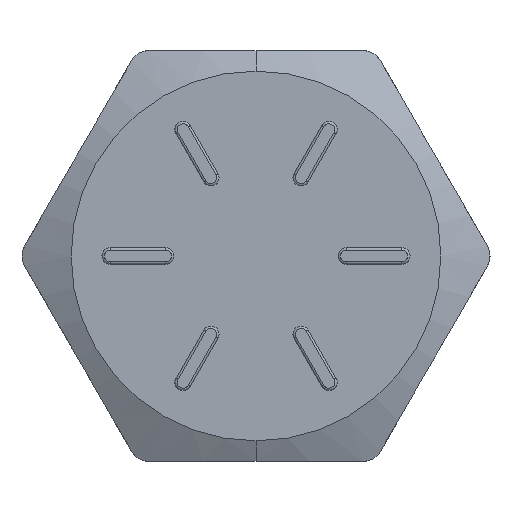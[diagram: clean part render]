
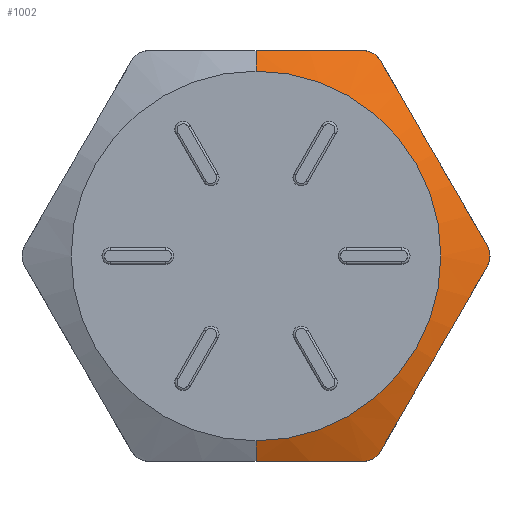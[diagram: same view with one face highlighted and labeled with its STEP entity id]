
A CAD part, left-side view. The second image highlights one B-rep face of the part: STEP entity #1002.
In plain terms, the highlighted conical face has half-angle 65 degrees and reference radius 5.001 mm.
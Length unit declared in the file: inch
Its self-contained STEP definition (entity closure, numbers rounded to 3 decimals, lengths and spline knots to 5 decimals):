
#9 = VERTEX_POINT ( 'NONE', #4210 ) ;
#30 = CARTESIAN_POINT ( 'NONE',  ( -0.15607, -0.15153, 0.17505 ) ) ;
#33 = B_SPLINE_CURVE_WITH_KNOTS ( 'NONE', 3,
 ( #160, #4130, #3545, #3873, #860, #201 ),
 .UNSPECIFIED., .F., .F.,
 ( 4, 2, 4 ),
 ( 0.01711, 0.01855, 0.01999 ),
 .UNSPECIFIED. ) ;
#48 = VERTEX_POINT ( 'NONE', #240 ) ;
#52 = VERTEX_POINT ( 'NONE', #2545 ) ;
#105 = EDGE_CURVE ( 'NONE', #48, #2004, #3396, .T. ) ;
#160 = CARTESIAN_POINT ( 'NONE',  ( -0.16167, 0., -0.21875 ) ) ;
#180 = CARTESIAN_POINT ( 'NONE',  ( -0.14873, -0.11367, -0.21875 ) ) ;
#195 = CARTESIAN_POINT ( 'NONE',  ( -0.14791, -0.13071, -0.2111 ) ) ;
#201 = CARTESIAN_POINT ( 'NONE',  ( -0.14873, -0.11367, -0.21875 ) ) ;
#240 = CARTESIAN_POINT ( 'NONE',  ( -0.14873, -0.13261, 0.20781 ) ) ;
#347 = CARTESIAN_POINT ( 'NONE',  ( -0.17188, 0., -0.19687 ) ) ;
#365 = VERTEX_POINT ( 'NONE', #2012 ) ;
#398 = AXIS2_PLACEMENT_3D ( 'NONE', #3869, #2542, #3228 ) ;
#413 = CIRCLE ( 'NONE', #3115, 0.19687 ) ;
#457 = CARTESIAN_POINT ( 'NONE',  ( -0.14747, -0.1213, 0.21773 ) ) ;
#470 = EDGE_CURVE ( 'NONE', #2004, #365, #2755, .T. ) ;
#500 = ORIENTED_EDGE ( 'NONE', *, *, #1772, .T. ) ;
#551 = CARTESIAN_POINT ( 'NONE',  ( -0.14873, -0.24628, -0.01094 ) ) ;
#614 = CARTESIAN_POINT ( 'NONE',  ( -0.14873, -0.24628, 0.01094 ) ) ;
#630 = CARTESIAN_POINT ( 'NONE',  ( -0.14791, -0.24817, -0.00765 ) ) ;
#631 = VERTEX_POINT ( 'NONE', #1696 ) ;
#682 = CARTESIAN_POINT ( 'NONE',  ( -0.15678, -0.22754, 0.04338 ) ) ;
#708 = CARTESIAN_POINT ( 'NONE',  ( -0.17188, 0., -0.19687 ) ) ;
#734 = CARTESIAN_POINT ( 'NONE',  ( -0.15278, -0.14203, 0.1915 ) ) ;
#763 = EDGE_CURVE ( 'NONE', #3842, #48, #1031, .T. ) ;
#787 = EDGE_CURVE ( 'NONE', #3678, #1338, #413, .T. ) ;
#860 = CARTESIAN_POINT ( 'NONE',  ( -0.15276, -0.09488, -0.21875 ) ) ;
#879 = CARTESIAN_POINT ( 'NONE',  ( -0.14747, -0.12791, -0.21391 ) ) ;
#937 = VECTOR ( 'NONE', #1680, 39.37008 ) ;
#943 = CARTESIAN_POINT ( 'NONE',  ( -0.14747, -0.24921, 0.00381 ) ) ;
#974 = EDGE_CURVE ( 'NONE', #1631, #9, #3100, .T. ) ;
#1002 = ADVANCED_FACE ( 'NONE', ( #4015 ), #3272, .T. ) ;
#1031 = B_SPLINE_CURVE_WITH_KNOTS ( 'NONE', 3,
 ( #1719, #682, #1749, #2041, #2062, #30, #734, #3062 ),
 .UNSPECIFIED., .F., .F.,
 ( 4, 2, 2, 4 ),
 ( 0.00033, 0.00321, 0.00466, 0.0061 ),
 .UNSPECIFIED. ) ;
#1059 = ORIENTED_EDGE ( 'NONE', *, *, #763, .T. ) ;
#1085 = CARTESIAN_POINT ( 'NONE',  ( -0.1605, -0.03798, 0.21875 ) ) ;
#1213 = EDGE_CURVE ( 'NONE', #3678, #52, #4133, .T. ) ;
#1215 = CARTESIAN_POINT ( 'NONE',  ( -0.17188, 0., 0.19687 ) ) ;
#1246 = CARTESIAN_POINT ( 'NONE',  ( -0.14747, -0.12127, -0.21774 ) ) ;
#1338 = VERTEX_POINT ( 'NONE', #4038 ) ;
#1471 = CARTESIAN_POINT ( 'NONE',  ( -0.14791, -0.13071, 0.2111 ) ) ;
#1559 = CARTESIAN_POINT ( 'NONE',  ( -0.16163, -0.17018, -0.14274 ) ) ;
#1631 = VERTEX_POINT ( 'NONE', #180 ) ;
#1680 = DIRECTION ( 'NONE',  ( 0.423, 0., -0.906 ) ) ;
#1687 = ORIENTED_EDGE ( 'NONE', *, *, #105, .T. ) ;
#1696 = CARTESIAN_POINT ( 'NONE',  ( -0.14873, -0.24628, -0.01094 ) ) ;
#1719 = CARTESIAN_POINT ( 'NONE',  ( -0.14873, -0.24628, 0.01094 ) ) ;
#1737 = ORIENTED_EDGE ( 'NONE', *, *, #3208, .T. ) ;
#1743 = CARTESIAN_POINT ( 'NONE',  ( -0.15605, -0.07589, 0.21875 ) ) ;
#1749 = CARTESIAN_POINT ( 'NONE',  ( -0.16163, -0.2087, 0.07601 ) ) ;
#1772 = EDGE_CURVE ( 'NONE', #9, #631, #2727, .T. ) ;
#1794 = CARTESIAN_POINT ( 'NONE',  ( -0.14873, -0.11367, 0.21875 ) ) ;
#1846 = CARTESIAN_POINT ( 'NONE',  ( -0.14873, -0.24628, 0.01094 ) ) ;
#1903 = ORIENTED_EDGE ( 'NONE', *, *, #2514, .F. ) ;
#1926 = CARTESIAN_POINT ( 'NONE',  ( -0.1617, -0.19868, -0.09338 ) ) ;
#1928 = EDGE_CURVE ( 'NONE', #631, #3842, #2028, .T. ) ;
#1950 = CARTESIAN_POINT ( 'NONE',  ( -0.14791, -0.24817, 0.00765 ) ) ;
#2004 = VERTEX_POINT ( 'NONE', #2293 ) ;
#2012 = CARTESIAN_POINT ( 'NONE',  ( -0.16167, 0., 0.21875 ) ) ;
#2028 = B_SPLINE_CURVE_WITH_KNOTS ( 'NONE', 3,
 ( #2604, #630, #3294, #943, #1950, #614 ),
 .UNSPECIFIED., .F., .F.,
 ( 4, 2, 4 ),
 ( 0., 0.00029, 0.00058 ),
 .UNSPECIFIED. ) ;
#2041 = CARTESIAN_POINT ( 'NONE',  ( -0.1617, -0.18021, 0.12537 ) ) ;
#2062 = CARTESIAN_POINT ( 'NONE',  ( -0.16054, -0.17067, 0.14189 ) ) ;
#2121 = LINE ( 'NONE', #1215, #2887 ) ;
#2159 = ORIENTED_EDGE ( 'NONE', *, *, #1928, .T. ) ;
#2173 = DIRECTION ( 'NONE',  ( 0.423, 0., 0.906 ) ) ;
#2198 = CARTESIAN_POINT ( 'NONE',  ( -0.14873, -0.13261, -0.20781 ) ) ;
#2293 = CARTESIAN_POINT ( 'NONE',  ( -0.14873, -0.11367, 0.21875 ) ) ;
#2353 = CARTESIAN_POINT ( 'NONE',  ( -0.16167, -0.01901, 0.21875 ) ) ;
#2362 = ORIENTED_EDGE ( 'NONE', *, *, #470, .T. ) ;
#2373 = CARTESIAN_POINT ( 'NONE',  ( -0.16167, 0., 0.21875 ) ) ;
#2514 = EDGE_CURVE ( 'NONE', #1338, #365, #2121, .T. ) ;
#2530 = CARTESIAN_POINT ( 'NONE',  ( -0.14873, -0.13261, -0.20781 ) ) ;
#2542 = DIRECTION ( 'NONE',  ( 1., 0., 0. ) ) ;
#2545 = CARTESIAN_POINT ( 'NONE',  ( -0.16167, 0., -0.21875 ) ) ;
#2604 = CARTESIAN_POINT ( 'NONE',  ( -0.14873, -0.24628, -0.01094 ) ) ;
#2727 = B_SPLINE_CURVE_WITH_KNOTS ( 'NONE', 3,
 ( #2198, #3537, #1559, #1926, #3877, #4214, #4237, #551 ),
 .UNSPECIFIED., .F., .F.,
 ( 4, 2, 2, 4 ),
 ( 0.00033, 0.00321, 0.00466, 0.0061 ),
 .UNSPECIFIED. ) ;
#2755 = B_SPLINE_CURVE_WITH_KNOTS ( 'NONE', 3,
 ( #3998, #4318, #1743, #1085, #2353, #2373 ),
 .UNSPECIFIED., .F., .F.,
 ( 4, 2, 4 ),
 ( 0.00606, 0.00752, 0.00898 ),
 .UNSPECIFIED. ) ;
#2774 = ORIENTED_EDGE ( 'NONE', *, *, #1213, .T. ) ;
#2796 = CARTESIAN_POINT ( 'NONE',  ( -0.14747, -0.12793, 0.21389 ) ) ;
#2859 = EDGE_LOOP ( 'NONE', ( #3819, #2774, #1737, #4145, #500, #2159, #1059, #1687, #2362, #1903 ) ) ;
#2867 = CARTESIAN_POINT ( 'NONE',  ( -0.14873, -0.11367, -0.21875 ) ) ;
#2887 = VECTOR ( 'NONE', #2173, 39.37008 ) ;
#2897 = CARTESIAN_POINT ( 'NONE',  ( -0.14791, -0.11746, -0.21875 ) ) ;
#3062 = CARTESIAN_POINT ( 'NONE',  ( -0.14873, -0.13261, 0.20781 ) ) ;
#3100 = B_SPLINE_CURVE_WITH_KNOTS ( 'NONE', 3,
 ( #2867, #2897, #1246, #879, #195, #2530 ),
 .UNSPECIFIED., .F., .F.,
 ( 4, 2, 4 ),
 ( 0., 0.00029, 0.00058 ),
 .UNSPECIFIED. ) ;
#3115 = AXIS2_PLACEMENT_3D ( 'NONE', #3432, #3193, #3288 ) ;
#3193 = DIRECTION ( 'NONE',  ( -1., 0., 0. ) ) ;
#3208 = EDGE_CURVE ( 'NONE', #52, #1631, #33, .T. ) ;
#3228 = DIRECTION ( 'NONE',  ( 0., 0., 1. ) ) ;
#3272 = CONICAL_SURFACE ( 'NONE', #398, 0.19687, 1.134 ) ;
#3288 = DIRECTION ( 'NONE',  ( 0., 0., 1. ) ) ;
#3294 = CARTESIAN_POINT ( 'NONE',  ( -0.14747, -0.2492, -0.00385 ) ) ;
#3396 = B_SPLINE_CURVE_WITH_KNOTS ( 'NONE', 3,
 ( #3438, #1471, #2796, #457, #3802, #1794 ),
 .UNSPECIFIED., .F., .F.,
 ( 4, 2, 4 ),
 ( 0., 0.00029, 0.00058 ),
 .UNSPECIFIED. ) ;
#3432 = CARTESIAN_POINT ( 'NONE',  ( -0.17188, 0., 0. ) ) ;
#3438 = CARTESIAN_POINT ( 'NONE',  ( -0.14873, -0.13261, 0.20781 ) ) ;
#3537 = CARTESIAN_POINT ( 'NONE',  ( -0.15678, -0.15134, -0.17537 ) ) ;
#3545 = CARTESIAN_POINT ( 'NONE',  ( -0.1605, -0.03798, -0.21875 ) ) ;
#3678 = VERTEX_POINT ( 'NONE', #708 ) ;
#3802 = CARTESIAN_POINT ( 'NONE',  ( -0.14791, -0.11746, 0.21875 ) ) ;
#3819 = ORIENTED_EDGE ( 'NONE', *, *, #787, .F. ) ;
#3842 = VERTEX_POINT ( 'NONE', #1846 ) ;
#3869 = CARTESIAN_POINT ( 'NONE',  ( -0.17188, 0., 0. ) ) ;
#3873 = CARTESIAN_POINT ( 'NONE',  ( -0.15605, -0.07589, -0.21875 ) ) ;
#3877 = CARTESIAN_POINT ( 'NONE',  ( -0.16054, -0.20821, -0.07686 ) ) ;
#3998 = CARTESIAN_POINT ( 'NONE',  ( -0.14873, -0.11367, 0.21875 ) ) ;
#4015 = FACE_OUTER_BOUND ( 'NONE', #2859, .T. ) ;
#4038 = CARTESIAN_POINT ( 'NONE',  ( -0.17188, 0., 0.19687 ) ) ;
#4130 = CARTESIAN_POINT ( 'NONE',  ( -0.16167, -0.01901, -0.21875 ) ) ;
#4133 = LINE ( 'NONE', #347, #937 ) ;
#4145 = ORIENTED_EDGE ( 'NONE', *, *, #974, .T. ) ;
#4210 = CARTESIAN_POINT ( 'NONE',  ( -0.14873, -0.13261, -0.20781 ) ) ;
#4214 = CARTESIAN_POINT ( 'NONE',  ( -0.15607, -0.22736, -0.0437 ) ) ;
#4237 = CARTESIAN_POINT ( 'NONE',  ( -0.15278, -0.23686, -0.02725 ) ) ;
#4318 = CARTESIAN_POINT ( 'NONE',  ( -0.15276, -0.09488, 0.21875 ) ) ;
